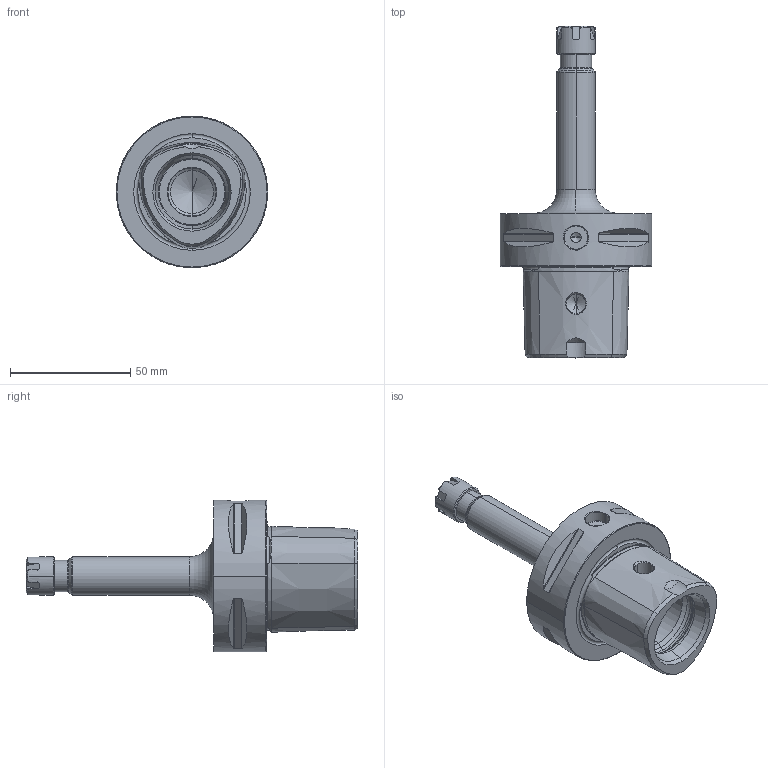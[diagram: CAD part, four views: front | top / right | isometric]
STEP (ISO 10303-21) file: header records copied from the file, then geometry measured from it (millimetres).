
FILE_DESCRIPTION((''),'2;1');
FILE_NAME('CC6-021-11-7_ASM','2011-09-13T',('mei'),(''),'PRO/ENGINEER BY PARAMETRIC TECHNOLOGY CORPORATION, 2010430','PRO/ENGINEER BY PARAMETRIC TECHNOLOGY CORPORATION, 2010430','');
FILE_SCHEMA(('CONFIG_CONTROL_DESIGN'));
Length unit declared in the file: millimetre
Products named in the file (3): CC6-021-11-7; 915010-0001-; CC6-021-11-7_ASM
Assembly tree (2 placements, depth 2):
  CC6-021-11-7_ASM
    CC6-021-11-7
    915010-0001-
Bounding box: 63 x 138 x 63 mm (x, y, z)
Volume: 110121.3 mm3; surface area: 27703.9 mm2
Topology: 2 solids, 4 shells, 294 faces, 756 edges, 477 vertices
Faces by surface type: cylinder 81, cone 76, plane 69, torus 42, bspline 26
Entity records: 10387 total; most frequent: CARTESIAN_POINT 3381, ORIENTED_EDGE 1494, DIRECTION 1402, EDGE_CURVE 750, AXIS2_PLACEMENT_3D 579, VERTEX_POINT 477, EDGE_LOOP 315, CIRCLE 302
